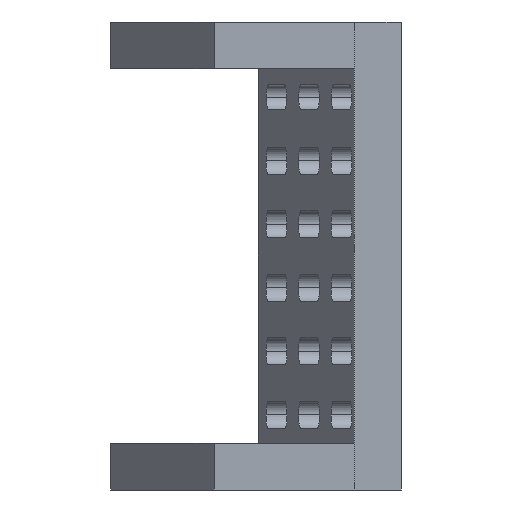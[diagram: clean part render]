
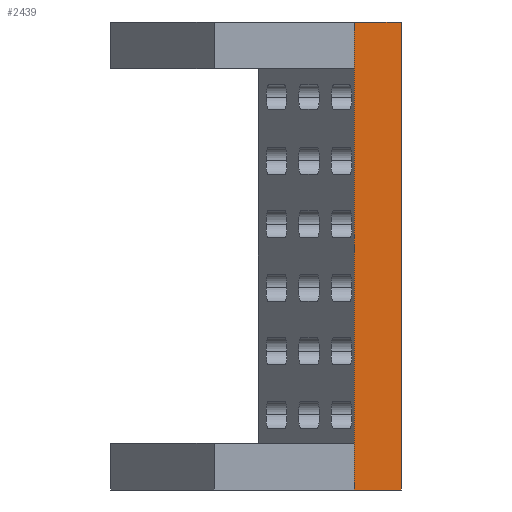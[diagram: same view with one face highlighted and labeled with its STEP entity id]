
A CAD part, front view. The second image highlights one B-rep face of the part: STEP entity #2439.
In plain terms, the highlighted planar face has unit normal (0, -1, 0).
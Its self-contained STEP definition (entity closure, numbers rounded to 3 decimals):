
#538 = DIRECTION ( 'NONE',  ( 0., 0., -1. ) ) ;
#640 = VECTOR ( 'NONE', #2074, 1000. ) ;
#853 = EDGE_CURVE ( 'NONE', #5150, #6731, #5541, .T. ) ;
#970 = CARTESIAN_POINT ( 'NONE',  ( 140., -20., -40. ) ) ;
#1066 = CARTESIAN_POINT ( 'NONE',  ( 150., -20., 50. ) ) ;
#1570 = FACE_OUTER_BOUND ( 'NONE', #4774, .T. ) ;
#1795 = ORIENTED_EDGE ( 'NONE', *, *, #2112, .T. ) ;
#1907 = ORIENTED_EDGE ( 'NONE', *, *, #853, .F. ) ;
#2074 = DIRECTION ( 'NONE',  ( 0., 0., 1. ) ) ;
#2112 = EDGE_CURVE ( 'NONE', #5121, #4243, #5529, .T. ) ;
#2273 = DIRECTION ( 'NONE',  ( -1., 0., 0. ) ) ;
#2439 = ADVANCED_FACE ( 'NONE', ( #1570 ), #2569, .T. ) ;
#2550 = VECTOR ( 'NONE', #3192, 1000. ) ;
#2569 = PLANE ( 'NONE',  #5486 ) ;
#2881 = CARTESIAN_POINT ( 'NONE',  ( 0., -20., 50. ) ) ;
#3192 = DIRECTION ( 'NONE',  ( -1., 0., 0. ) ) ;
#3347 = DIRECTION ( 'NONE',  ( 0., 0., -1. ) ) ;
#3376 = CARTESIAN_POINT ( 'NONE',  ( 150., -20., -50. ) ) ;
#3703 = ORIENTED_EDGE ( 'NONE', *, *, #4061, .F. ) ;
#3940 = LINE ( 'NONE', #1066, #4672 ) ;
#4061 = EDGE_CURVE ( 'NONE', #6731, #4243, #4135, .T. ) ;
#4135 = LINE ( 'NONE', #970, #640 ) ;
#4220 = ORIENTED_EDGE ( 'NONE', *, *, #6512, .F. ) ;
#4243 = VERTEX_POINT ( 'NONE', #5352 ) ;
#4517 = CARTESIAN_POINT ( 'NONE',  ( 150., -20., 50. ) ) ;
#4672 = VECTOR ( 'NONE', #3347, 1000. ) ;
#4711 = CARTESIAN_POINT ( 'NONE',  ( 0., -20., 50. ) ) ;
#4774 = EDGE_LOOP ( 'NONE', ( #3703, #1907, #4220, #1795 ) ) ;
#4950 = VECTOR ( 'NONE', #2273, 1000. ) ;
#5077 = CARTESIAN_POINT ( 'NONE',  ( 140., -20., -50. ) ) ;
#5121 = VERTEX_POINT ( 'NONE', #4517 ) ;
#5150 = VERTEX_POINT ( 'NONE', #3376 ) ;
#5352 = CARTESIAN_POINT ( 'NONE',  ( 140., -20., 50. ) ) ;
#5486 = AXIS2_PLACEMENT_3D ( 'NONE', #4711, #6302, #538 ) ;
#5529 = LINE ( 'NONE', #2881, #2550 ) ;
#5541 = LINE ( 'NONE', #6585, #4950 ) ;
#6302 = DIRECTION ( 'NONE',  ( 0., -1., 0. ) ) ;
#6512 = EDGE_CURVE ( 'NONE', #5121, #5150, #3940, .T. ) ;
#6585 = CARTESIAN_POINT ( 'NONE',  ( 0., -20., -50. ) ) ;
#6731 = VERTEX_POINT ( 'NONE', #5077 ) ;
